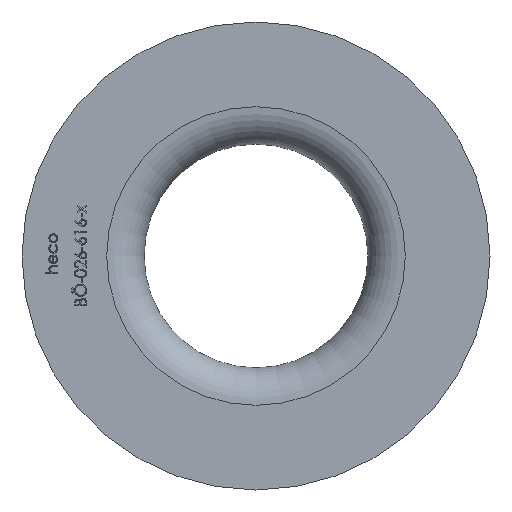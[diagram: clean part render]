
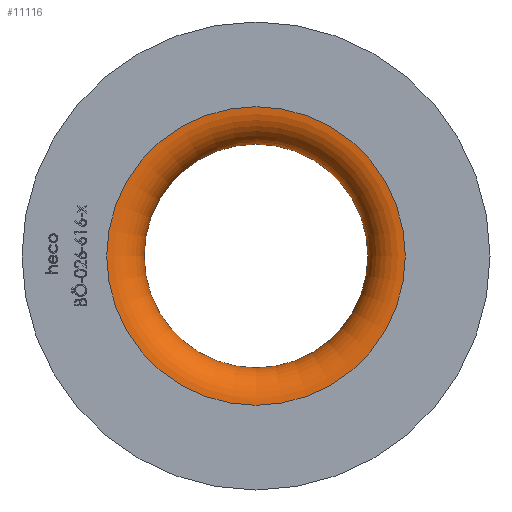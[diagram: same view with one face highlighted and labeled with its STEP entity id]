
A CAD part, left-side view. The second image highlights one B-rep face of the part: STEP entity #11116.
In plain terms, the highlighted toroidal (fillet/blend) face has major radius 15.95 mm and minor radius 4 mm.
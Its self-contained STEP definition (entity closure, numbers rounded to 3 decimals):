
#29 = CARTESIAN_POINT ( 'NONE',  ( 4., 0., -11.95 ) ) ;
#323 = CARTESIAN_POINT ( 'NONE',  ( 4., 0., 0. ) ) ;
#836 = AXIS2_PLACEMENT_3D ( 'NONE', #9420, #4987, #2920 ) ;
#876 = ORIENTED_EDGE ( 'NONE', *, *, #7077, .F. ) ;
#1408 = CARTESIAN_POINT ( 'NONE',  ( 0., 0., -15.95 ) ) ;
#2472 = EDGE_LOOP ( 'NONE', ( #12153 ) ) ;
#2612 = EDGE_LOOP ( 'NONE', ( #876 ) ) ;
#2702 = CIRCLE ( 'NONE', #836, 15.95 ) ;
#2729 = FACE_OUTER_BOUND ( 'NONE', #2612, .T. ) ;
#2920 = DIRECTION ( 'NONE',  ( 0., 0., -1. ) ) ;
#4572 = VERTEX_POINT ( 'NONE', #29 ) ;
#4785 = EDGE_CURVE ( 'NONE', #11511, #11511, #2702, .T. ) ;
#4952 = DIRECTION ( 'NONE',  ( 1., 0., 0. ) ) ;
#4987 = DIRECTION ( 'NONE',  ( 1., 0., 0. ) ) ;
#5166 = CARTESIAN_POINT ( 'NONE',  ( 4., 0., 0. ) ) ;
#6282 = DIRECTION ( 'NONE',  ( 0., 0., -1. ) ) ;
#6592 = CIRCLE ( 'NONE', #8220, 11.95 ) ;
#7077 = EDGE_CURVE ( 'NONE', #4572, #4572, #6592, .T. ) ;
#7226 = DIRECTION ( 'NONE',  ( -1., 0., 0. ) ) ;
#8220 = AXIS2_PLACEMENT_3D ( 'NONE', #5166, #7226, #6282 ) ;
#9420 = CARTESIAN_POINT ( 'NONE',  ( 0., 0., 0. ) ) ;
#10128 = TOROIDAL_SURFACE ( 'NONE', #12020, 15.95, 4. ) ;
#11116 = ADVANCED_FACE ( 'NONE', ( #13942, #2729 ), #10128, .T. ) ;
#11511 = VERTEX_POINT ( 'NONE', #1408 ) ;
#11746 = DIRECTION ( 'NONE',  ( 0., 0., -1. ) ) ;
#12020 = AXIS2_PLACEMENT_3D ( 'NONE', #323, #4952, #11746 ) ;
#12153 = ORIENTED_EDGE ( 'NONE', *, *, #4785, .F. ) ;
#13942 = FACE_OUTER_BOUND ( 'NONE', #2472, .T. ) ;
